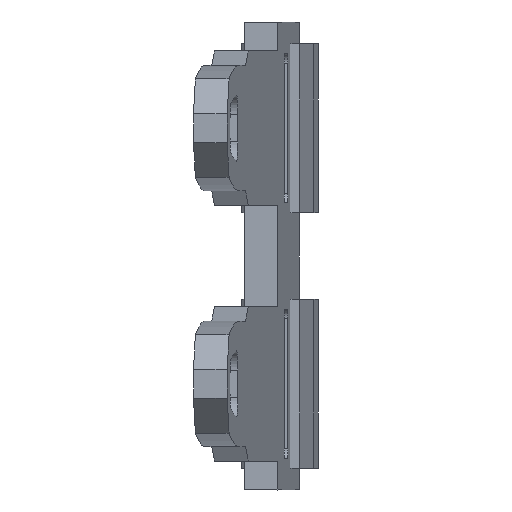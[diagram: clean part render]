
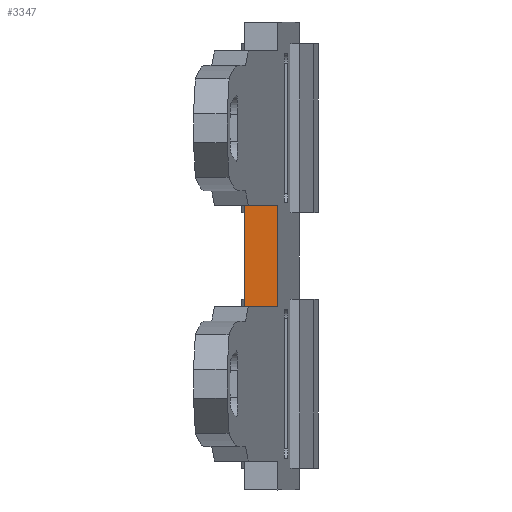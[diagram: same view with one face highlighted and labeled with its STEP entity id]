
A CAD part, front view. The second image highlights one B-rep face of the part: STEP entity #3347.
In plain terms, the highlighted face is planar.
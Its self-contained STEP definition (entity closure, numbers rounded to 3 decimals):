
#467=DIRECTION('',(-1.,0.,0.));
#468=VECTOR('',#467,2.1);
#469=CARTESIAN_POINT('',(196.35,93.6,2.387));
#470=LINE('',#469,#468);
#1476=DIRECTION('',(0.,-1.,0.));
#1477=VECTOR('',#1476,0.7);
#1478=CARTESIAN_POINT('',(196.35,94.3,2.387));
#1479=LINE('',#1478,#1477);
#1490=DIRECTION('',(0.,-1.,0.));
#1491=VECTOR('',#1490,0.7);
#1492=CARTESIAN_POINT('',(194.25,94.3,2.387));
#1493=LINE('',#1492,#1491);
#1497=DIRECTION('',(-1.,0.,0.));
#1498=VECTOR('',#1497,2.1);
#1499=CARTESIAN_POINT('',(196.35,94.3,2.387));
#1500=LINE('',#1499,#1498);
#1668=CARTESIAN_POINT('',(194.25,93.6,2.387));
#1669=VERTEX_POINT('',#1668);
#1670=CARTESIAN_POINT('',(196.35,93.6,2.387));
#1671=VERTEX_POINT('',#1670);
#1790=CARTESIAN_POINT('',(196.35,94.3,2.387));
#1791=VERTEX_POINT('',#1790);
#1792=CARTESIAN_POINT('',(194.25,94.3,2.387));
#1793=VERTEX_POINT('',#1792);
#3335=CARTESIAN_POINT('',(194.25,93.6,2.387));
#3336=DIRECTION('',(0.,0.,-1.));
#3337=DIRECTION('',(0.,1.,0.));
#3338=AXIS2_PLACEMENT_3D('',#3335,#3336,#3337);
#3339=PLANE('',#3338);
#3340=ORIENTED_EDGE('',*,*,#3322,.T.);
#3341=ORIENTED_EDGE('',*,*,#1925,.T.);
#3343=ORIENTED_EDGE('',*,*,#3342,.F.);
#3344=ORIENTED_EDGE('',*,*,#2244,.F.);
#3345=EDGE_LOOP('',(#3340,#3341,#3343,#3344));
#3346=FACE_OUTER_BOUND('',#3345,.F.);
#1925=EDGE_CURVE('',#1671,#1669,#470,.T.);
#2244=EDGE_CURVE('',#1791,#1793,#1500,.T.);
#3322=EDGE_CURVE('',#1791,#1671,#1479,.T.);
#3342=EDGE_CURVE('',#1793,#1669,#1493,.T.);
#3347=ADVANCED_FACE('',(#3346),#3339,.F.);
